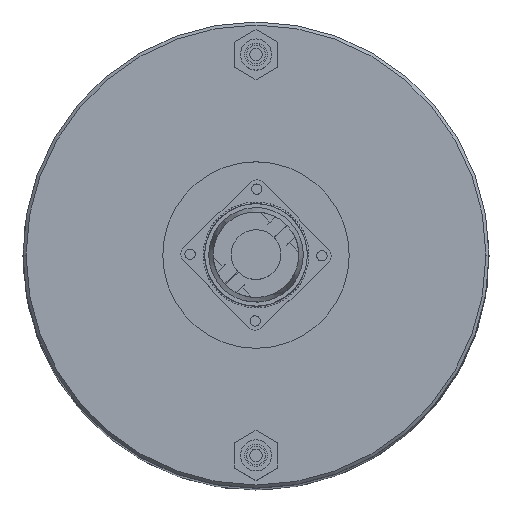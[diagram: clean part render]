
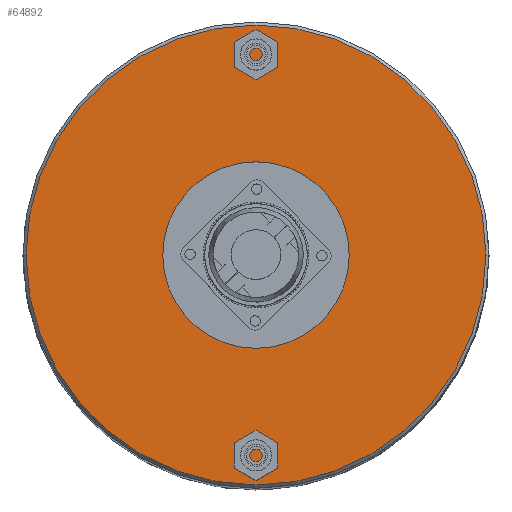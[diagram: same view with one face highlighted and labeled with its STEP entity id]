
A CAD part, top view. The second image highlights one B-rep face of the part: STEP entity #64892.
In plain terms, the highlighted face is planar.
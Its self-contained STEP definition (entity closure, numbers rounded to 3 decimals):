
#6617 = DIRECTION ( 'NONE',  ( 0., 0., -1. ) ) ;
#9564 = VERTEX_POINT ( 'NONE', #71564 ) ;
#12362 = DIRECTION ( 'NONE',  ( -1., 0., 0. ) ) ;
#13168 = DIRECTION ( 'NONE',  ( 1., 0., 0. ) ) ;
#21921 = CARTESIAN_POINT ( 'NONE',  ( 2., 74., 0. ) ) ;
#22476 = DIRECTION ( 'NONE',  ( 0., 0., -1. ) ) ;
#22557 = CIRCLE ( 'NONE', #25793, 74. ) ;
#24009 = AXIS2_PLACEMENT_3D ( 'NONE', #170012, #62047, #22476 ) ;
#24214 = VERTEX_POINT ( 'NONE', #114180 ) ;
#24922 = ORIENTED_EDGE ( 'NONE', *, *, #57842, .F. ) ;
#25793 = AXIS2_PLACEMENT_3D ( 'NONE', #82784, #13168, #68059 ) ;
#25927 = DIRECTION ( 'NONE',  ( 0., 0., 1. ) ) ;
#27492 = EDGE_LOOP ( 'NONE', ( #159617, #24922 ) ) ;
#29992 = CIRCLE ( 'NONE', #144005, 30. ) ;
#35507 = CIRCLE ( 'NONE', #98518, 30. ) ;
#39956 = FACE_BOUND ( 'NONE', #27492, .T. ) ;
#41747 = ORIENTED_EDGE ( 'NONE', *, *, #105159, .F. ) ;
#50642 = FACE_OUTER_BOUND ( 'NONE', #120314, .T. ) ;
#57456 = DIRECTION ( 'NONE',  ( 0., 0., 1. ) ) ;
#57842 = EDGE_CURVE ( 'NONE', #164912, #9564, #29992, .T. ) ;
#62047 = DIRECTION ( 'NONE',  ( 1., 0., 0. ) ) ;
#64892 = ADVANCED_FACE ( 'NONE', ( #50642, #39956 ), #125333, .F. ) ;
#68059 = DIRECTION ( 'NONE',  ( 0., 0., -1. ) ) ;
#71564 = CARTESIAN_POINT ( 'NONE',  ( 2., 0., 30. ) ) ;
#76099 = EDGE_CURVE ( 'NONE', #146261, #24214, #107156, .T. ) ;
#82784 = CARTESIAN_POINT ( 'NONE',  ( 2., 0., 0. ) ) ;
#83603 = EDGE_CURVE ( 'NONE', #9564, #164912, #35507, .T. ) ;
#93198 = CARTESIAN_POINT ( 'NONE',  ( 2., 0., -30. ) ) ;
#98518 = AXIS2_PLACEMENT_3D ( 'NONE', #138335, #112394, #57456 ) ;
#102518 = ORIENTED_EDGE ( 'NONE', *, *, #76099, .F. ) ;
#105159 = EDGE_CURVE ( 'NONE', #24214, #146261, #22557, .T. ) ;
#107156 = CIRCLE ( 'NONE', #24009, 74. ) ;
#112394 = DIRECTION ( 'NONE',  ( -1., 0., 0. ) ) ;
#114180 = CARTESIAN_POINT ( 'NONE',  ( 2., 0., -74. ) ) ;
#115267 = DIRECTION ( 'NONE',  ( 1., 0., 0. ) ) ;
#120314 = EDGE_LOOP ( 'NONE', ( #41747, #102518 ) ) ;
#122162 = CARTESIAN_POINT ( 'NONE',  ( 2., 0., 0. ) ) ;
#125333 = PLANE ( 'NONE',  #142740 ) ;
#138335 = CARTESIAN_POINT ( 'NONE',  ( 2., 0., 0. ) ) ;
#142740 = AXIS2_PLACEMENT_3D ( 'NONE', #21921, #115267, #6617 ) ;
#144005 = AXIS2_PLACEMENT_3D ( 'NONE', #122162, #12362, #25927 ) ;
#145939 = CARTESIAN_POINT ( 'NONE',  ( 2., 0., 74. ) ) ;
#146261 = VERTEX_POINT ( 'NONE', #145939 ) ;
#159617 = ORIENTED_EDGE ( 'NONE', *, *, #83603, .F. ) ;
#164912 = VERTEX_POINT ( 'NONE', #93198 ) ;
#170012 = CARTESIAN_POINT ( 'NONE',  ( 2., 0., 0. ) ) ;
